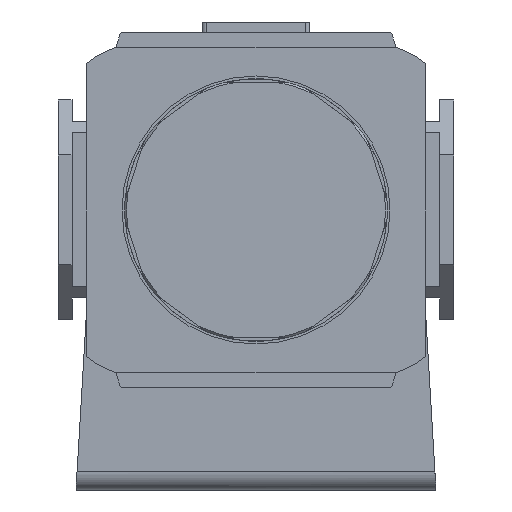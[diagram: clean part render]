
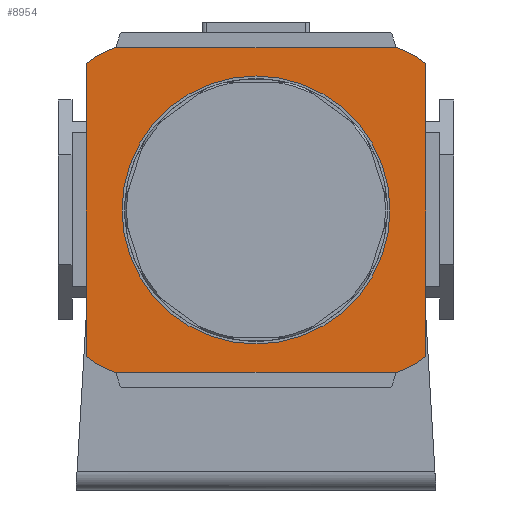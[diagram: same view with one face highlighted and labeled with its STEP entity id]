
A CAD part, front view. The second image highlights one B-rep face of the part: STEP entity #8954.
In plain terms, the highlighted planar face has unit normal (0, -1, 0).
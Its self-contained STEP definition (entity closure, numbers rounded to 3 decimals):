
#88 = VERTEX_POINT ( 'NONE', #4671 ) ;
#215 = DIRECTION ( 'NONE',  ( 0., 1., 0. ) ) ;
#245 = DIRECTION ( 'NONE',  ( 1., 0., 0. ) ) ;
#279 = EDGE_CURVE ( 'NONE', #10403, #11134, #6408, .T. ) ;
#803 = EDGE_CURVE ( 'NONE', #10403, #9682, #11610, .T. ) ;
#1383 = DIRECTION ( 'NONE',  ( 0., 0., -1. ) ) ;
#2031 = VECTOR ( 'NONE', #13032, 1000. ) ;
#2080 = EDGE_CURVE ( 'NONE', #11134, #7729, #9628, .T. ) ;
#2173 = CARTESIAN_POINT ( 'NONE',  ( -29.601, -37., -21.447 ) ) ;
#2510 = ORIENTED_EDGE ( 'NONE', *, *, #279, .F. ) ;
#2696 = CARTESIAN_POINT ( 'NONE',  ( 35.001, -37., 40.6 ) ) ;
#3134 = LINE ( 'NONE', #11431, #11333 ) ;
#3302 = DIRECTION ( 'NONE',  ( -1., 0., 0. ) ) ;
#3361 = VERTEX_POINT ( 'NONE', #7755 ) ;
#3815 = CARTESIAN_POINT ( 'NONE',  ( 42.5, -37., 36.6 ) ) ;
#4361 = CIRCLE ( 'NONE', #12297, 19.9 ) ;
#4671 = CARTESIAN_POINT ( 'NONE',  ( -35.001, -37., -40.6 ) ) ;
#4710 = PLANE ( 'NONE',  #7166 ) ;
#4843 = ORIENTED_EDGE ( 'NONE', *, *, #11649, .T. ) ;
#4992 = VERTEX_POINT ( 'NONE', #6290 ) ;
#5137 = VERTEX_POINT ( 'NONE', #11070 ) ;
#5486 = CARTESIAN_POINT ( 'NONE',  ( 29.601, -37., -21.447 ) ) ;
#5762 = CARTESIAN_POINT ( 'NONE',  ( 42.5, -37., 40.6 ) ) ;
#5927 = AXIS2_PLACEMENT_3D ( 'NONE', #6261, #14074, #7386 ) ;
#6261 = CARTESIAN_POINT ( 'NONE',  ( -29.601, -37., 21.447 ) ) ;
#6290 = CARTESIAN_POINT ( 'NONE',  ( 35.001, -37., -40.6 ) ) ;
#6341 = CARTESIAN_POINT ( 'NONE',  ( 42.5, -37., -40.6 ) ) ;
#6408 = CIRCLE ( 'NONE', #8094, 19.9 ) ;
#6477 = ORIENTED_EDGE ( 'NONE', *, *, #13181, .T. ) ;
#6599 = DIRECTION ( 'NONE',  ( 1., 0., 0. ) ) ;
#6633 = EDGE_CURVE ( 'NONE', #9682, #3361, #14546, .T. ) ;
#7166 = AXIS2_PLACEMENT_3D ( 'NONE', #9111, #215, #8052 ) ;
#7386 = DIRECTION ( 'NONE',  ( -1., 0., 0. ) ) ;
#7729 = VERTEX_POINT ( 'NONE', #9638 ) ;
#7755 = CARTESIAN_POINT ( 'NONE',  ( -42.5, -37., 36.6 ) ) ;
#7826 = EDGE_CURVE ( 'NONE', #4992, #7729, #9577, .T. ) ;
#8052 = DIRECTION ( 'NONE',  ( -1., 0., 0. ) ) ;
#8094 = AXIS2_PLACEMENT_3D ( 'NONE', #10935, #10001, #245 ) ;
#8954 = ADVANCED_FACE ( 'NONE', ( #11485 ), #4710, .F. ) ;
#9111 = CARTESIAN_POINT ( 'NONE',  ( 42.5, -37., 44.3 ) ) ;
#9115 = ORIENTED_EDGE ( 'NONE', *, *, #6633, .T. ) ;
#9577 = CIRCLE ( 'NONE', #13083, 19.9 ) ;
#9617 = CARTESIAN_POINT ( 'NONE',  ( 42.5, -37., 44.3 ) ) ;
#9628 = LINE ( 'NONE', #9617, #13348 ) ;
#9638 = CARTESIAN_POINT ( 'NONE',  ( 42.5, -37., -36.6 ) ) ;
#9682 = VERTEX_POINT ( 'NONE', #13600 ) ;
#9870 = ORIENTED_EDGE ( 'NONE', *, *, #2080, .F. ) ;
#9993 = DIRECTION ( 'NONE',  ( 0., 1., 0. ) ) ;
#10001 = DIRECTION ( 'NONE',  ( 0., 1., 0. ) ) ;
#10010 = ORIENTED_EDGE ( 'NONE', *, *, #7826, .T. ) ;
#10164 = DIRECTION ( 'NONE',  ( -1., 0., 0. ) ) ;
#10403 = VERTEX_POINT ( 'NONE', #2696 ) ;
#10577 = LINE ( 'NONE', #6341, #2031 ) ;
#10758 = DIRECTION ( 'NONE',  ( 0., 0., -1. ) ) ;
#10935 = CARTESIAN_POINT ( 'NONE',  ( 29.601, -37., 21.447 ) ) ;
#11070 = CARTESIAN_POINT ( 'NONE',  ( -42.5, -37., -36.6 ) ) ;
#11134 = VERTEX_POINT ( 'NONE', #3815 ) ;
#11249 = EDGE_LOOP ( 'NONE', ( #14376, #6477, #10010, #9870, #2510, #12022, #9115, #4843 ) ) ;
#11333 = VECTOR ( 'NONE', #1383, 1000. ) ;
#11431 = CARTESIAN_POINT ( 'NONE',  ( -42.5, -37., 44.3 ) ) ;
#11485 = FACE_OUTER_BOUND ( 'NONE', #11249, .T. ) ;
#11610 = LINE ( 'NONE', #5762, #13875 ) ;
#11649 = EDGE_CURVE ( 'NONE', #3361, #5137, #3134, .T. ) ;
#12022 = ORIENTED_EDGE ( 'NONE', *, *, #803, .T. ) ;
#12297 = AXIS2_PLACEMENT_3D ( 'NONE', #2173, #9993, #3302 ) ;
#12311 = EDGE_CURVE ( 'NONE', #88, #5137, #4361, .T. ) ;
#13032 = DIRECTION ( 'NONE',  ( 1., 0., 0. ) ) ;
#13083 = AXIS2_PLACEMENT_3D ( 'NONE', #5486, #13302, #6599 ) ;
#13181 = EDGE_CURVE ( 'NONE', #88, #4992, #10577, .T. ) ;
#13302 = DIRECTION ( 'NONE',  ( 0., -1., 0. ) ) ;
#13348 = VECTOR ( 'NONE', #10758, 1000. ) ;
#13600 = CARTESIAN_POINT ( 'NONE',  ( -35.001, -37., 40.6 ) ) ;
#13875 = VECTOR ( 'NONE', #10164, 1000. ) ;
#14074 = DIRECTION ( 'NONE',  ( 0., -1., 0. ) ) ;
#14376 = ORIENTED_EDGE ( 'NONE', *, *, #12311, .F. ) ;
#14546 = CIRCLE ( 'NONE', #5927, 19.9 ) ;
